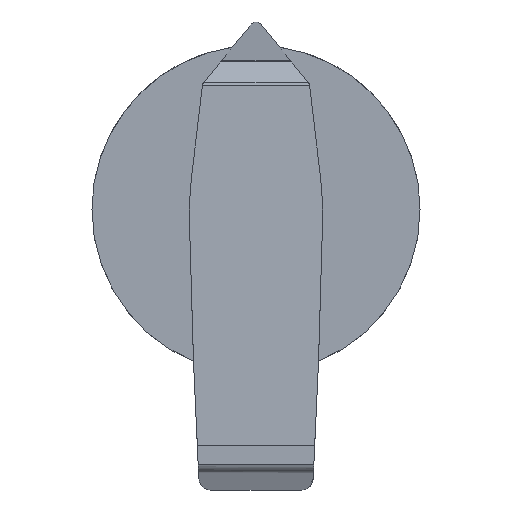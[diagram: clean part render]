
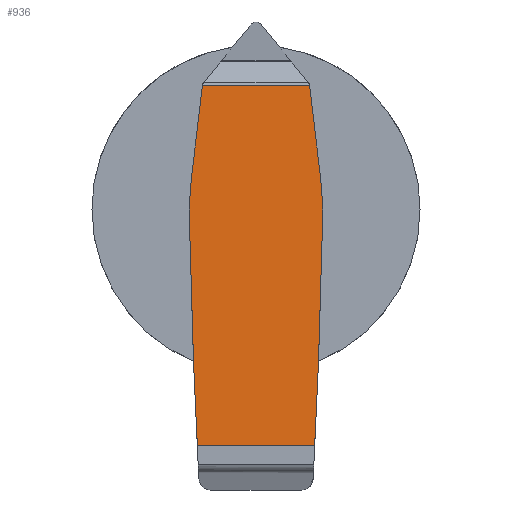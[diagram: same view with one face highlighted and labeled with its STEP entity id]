
A CAD part, top view. The second image highlights one B-rep face of the part: STEP entity #936.
In plain terms, the highlighted planar face has unit normal (0, 0.046, 0.999).
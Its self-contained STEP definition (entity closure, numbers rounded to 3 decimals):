
#330=CARTESIAN_POINT('',(-5.405,2.68,17.962));
#331=VERTEX_POINT('',#330);
#338=CARTESIAN_POINT('',(-4.489,10.378,17.607));
#339=VERTEX_POINT('',#338);
#340=CARTESIAN_POINT('',(-5.405,2.68,17.962));
#341=DIRECTION('',(0.118,0.992,-0.046));
#342=VECTOR('',#341,7.76);
#343=LINE('',#340,#342);
#344=EDGE_CURVE('',#331,#339,#343,.T.);
#370=CARTESIAN_POINT('',(-5.567,-1.439,18.152));
#371=VERTEX_POINT('',#370);
#378=CARTESIAN_POINT('',(23.643,-0.52,18.11));
#379=DIRECTION('',(0.,-0.046,-0.999));
#380=DIRECTION('',(0.,0.999,-0.046));
#381=AXIS2_PLACEMENT_3D('',#378,#379,#380);
#382=ELLIPSE('',#381,29.255,29.224);
#383=EDGE_CURVE('',#371,#331,#382,.T.);
#402=CARTESIAN_POINT('',(-5.239,-12.713,18.672));
#403=VERTEX_POINT('',#402);
#410=CARTESIAN_POINT('',(-5.239,-12.713,18.672));
#411=DIRECTION('',(-0.029,0.999,-0.046));
#412=VECTOR('',#411,11.29);
#413=LINE('',#410,#412);
#414=EDGE_CURVE('',#403,#371,#413,.T.);
#473=CARTESIAN_POINT('',(-4.918,-19.828,19.));
#474=VERTEX_POINT('',#473);
#481=CARTESIAN_POINT('',(-4.918,-19.828,19.));
#482=DIRECTION('',(-0.045,0.998,-0.046));
#483=VECTOR('',#482,7.13);
#484=LINE('',#481,#483);
#485=EDGE_CURVE('',#474,#403,#484,.T.);
#668=CARTESIAN_POINT('',(4.489,10.378,17.607));
#669=VERTEX_POINT('',#668);
#670=CARTESIAN_POINT('',(4.489,10.378,17.607));
#671=DIRECTION('',(-1.0,0.0,0.0));
#672=VECTOR('',#671,8.978);
#673=LINE('',#670,#672);
#674=EDGE_CURVE('',#669,#339,#673,.T.);
#885=CARTESIAN_POINT('',(58.648,-21.045,19.056));
#886=DIRECTION('',(0.,-0.046,-0.999));
#887=DIRECTION('',(-1.0,0.0,0.0));
#888=AXIS2_PLACEMENT_3D('',#885,#886,#887);
#889=PLANE('',#888);
#890=ORIENTED_EDGE('',*,*,#344,.F.);
#891=ORIENTED_EDGE('',*,*,#383,.F.);
#892=ORIENTED_EDGE('',*,*,#414,.F.);
#893=ORIENTED_EDGE('',*,*,#485,.F.);
#894=CARTESIAN_POINT('',(4.918,-19.828,19.));
#895=VERTEX_POINT('',#894);
#896=CARTESIAN_POINT('',(4.918,-19.828,19.));
#897=DIRECTION('',(-1.0,0.0,0.0));
#898=VECTOR('',#897,9.835);
#899=LINE('',#896,#898);
#900=EDGE_CURVE('',#895,#474,#899,.T.);
#901=ORIENTED_EDGE('',*,*,#900,.F.);
#902=CARTESIAN_POINT('',(5.239,-12.713,18.672));
#903=VERTEX_POINT('',#902);
#904=CARTESIAN_POINT('',(5.239,-12.713,18.672));
#905=DIRECTION('',(-0.045,-0.998,0.046));
#906=VECTOR('',#905,7.13);
#907=LINE('',#904,#906);
#908=EDGE_CURVE('',#903,#895,#907,.T.);
#909=ORIENTED_EDGE('',*,*,#908,.F.);
#910=CARTESIAN_POINT('',(5.567,-1.439,18.152));
#911=VERTEX_POINT('',#910);
#912=CARTESIAN_POINT('',(5.567,-1.439,18.152));
#913=DIRECTION('',(-0.029,-0.999,0.046));
#914=VECTOR('',#913,11.29);
#915=LINE('',#912,#914);
#916=EDGE_CURVE('',#911,#903,#915,.T.);
#917=ORIENTED_EDGE('',*,*,#916,.F.);
#918=CARTESIAN_POINT('',(5.405,2.68,17.962));
#919=VERTEX_POINT('',#918);
#920=CARTESIAN_POINT('',(-23.643,-0.52,18.11));
#921=DIRECTION('',(0.,-0.046,-0.999));
#922=DIRECTION('',(0.,0.999,-0.046));
#923=AXIS2_PLACEMENT_3D('',#920,#921,#922);
#924=ELLIPSE('',#923,29.255,29.224);
#925=EDGE_CURVE('',#919,#911,#924,.T.);
#926=ORIENTED_EDGE('',*,*,#925,.F.);
#927=CARTESIAN_POINT('',(4.489,10.378,17.607));
#928=DIRECTION('',(0.118,-0.992,0.046));
#929=VECTOR('',#928,7.76);
#930=LINE('',#927,#929);
#931=EDGE_CURVE('',#669,#919,#930,.T.);
#932=ORIENTED_EDGE('',*,*,#931,.F.);
#933=ORIENTED_EDGE('',*,*,#674,.T.);
#934=EDGE_LOOP('',(#890,#891,#892,#893,#901,#909,#917,#926,#932,#933));
#935=FACE_OUTER_BOUND('',#934,.T.);
#936=ADVANCED_FACE('',(#935),#889,.F.);
